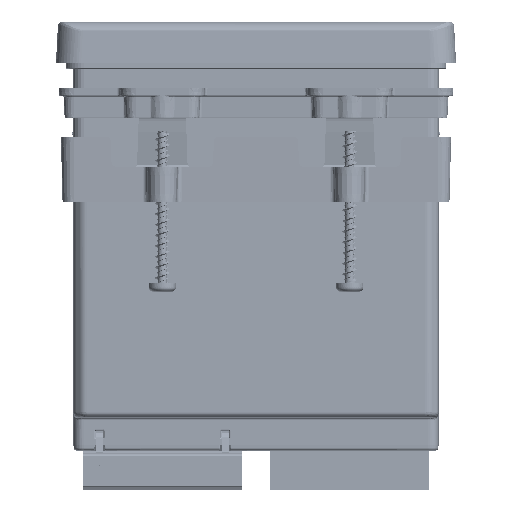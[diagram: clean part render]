
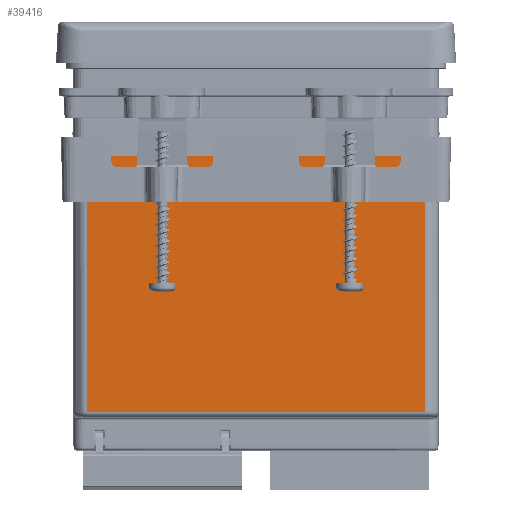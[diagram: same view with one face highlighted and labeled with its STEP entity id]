
A CAD part, left-side view. The second image highlights one B-rep face of the part: STEP entity #39416.
In plain terms, the highlighted planar face has unit normal (-1, 0, 0).
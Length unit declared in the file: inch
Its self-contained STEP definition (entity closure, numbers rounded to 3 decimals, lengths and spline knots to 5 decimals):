
#248 = ORIENTED_EDGE ( 'NONE', *, *, #274486, .T. ) ;
#2305 = CARTESIAN_POINT ( 'NONE',  ( -0.8775, -1.7725, -1.65 ) ) ;
#4042 = DIRECTION ( 'NONE',  ( 0., 0., -1. ) ) ;
#16239 = EDGE_CURVE ( 'NONE', #36215, #198346, #296698, .T. ) ;
#20024 = DIRECTION ( 'NONE',  ( -1., 0., 0. ) ) ;
#23259 = LINE ( 'NONE', #244137, #167758 ) ;
#32090 = EDGE_CURVE ( 'NONE', #174359, #161332, #23259, .T. ) ;
#36215 = VERTEX_POINT ( 'NONE', #308900 ) ;
#39313 = LINE ( 'NONE', #235952, #235662 ) ;
#39416 = ADVANCED_FACE ( 'NONE', ( #140133 ), #318583, .T. ) ;
#42512 = DIRECTION ( 'NONE',  ( 0., 0., 1. ) ) ;
#59436 = CARTESIAN_POINT ( 'NONE',  ( -0.8775, -1.67108, -3.84918 ) ) ;
#65954 = ORIENTED_EDGE ( 'NONE', *, *, #16239, .T. ) ;
#69890 = ORIENTED_EDGE ( 'NONE', *, *, #145426, .T. ) ;
#77270 = CARTESIAN_POINT ( 'NONE',  ( -0.8775, -1.67108, -1.65 ) ) ;
#80830 = EDGE_LOOP ( 'NONE', ( #248, #298455, #197598, #175356, #270189, #65954, #91725, #69890 ) ) ;
#89242 = VERTEX_POINT ( 'NONE', #203699 ) ;
#91725 = ORIENTED_EDGE ( 'NONE', *, *, #151545, .T. ) ;
#92322 = VECTOR ( 'NONE', #229100, 39.37008 ) ;
#93226 = DIRECTION ( 'NONE',  ( 0., -1., 0. ) ) ;
#124206 = CARTESIAN_POINT ( 'NONE',  ( -0.8775, 1.67108, -4.23 ) ) ;
#136323 = VERTEX_POINT ( 'NONE', #300335 ) ;
#136343 = EDGE_CURVE ( 'NONE', #161332, #136323, #251757, .T. ) ;
#137938 = VECTOR ( 'NONE', #4042, 39.37008 ) ;
#140133 = FACE_OUTER_BOUND ( 'NONE', #80830, .T. ) ;
#141252 = VECTOR ( 'NONE', #272435, 39.37008 ) ;
#145426 = EDGE_CURVE ( 'NONE', #89242, #227083, #211842, .T. ) ;
#145726 = VECTOR ( 'NONE', #93226, 39.37008 ) ;
#146580 = CARTESIAN_POINT ( 'NONE',  ( -0.8775, 1.7125, -4.23 ) ) ;
#151545 = EDGE_CURVE ( 'NONE', #198346, #89242, #250815, .T. ) ;
#157489 = CARTESIAN_POINT ( 'NONE',  ( -0.8775, -1.7725, -4.23 ) ) ;
#161332 = VERTEX_POINT ( 'NONE', #2305 ) ;
#167758 = VECTOR ( 'NONE', #266790, 39.37008 ) ;
#173402 = CARTESIAN_POINT ( 'NONE',  ( -0.8775, 1.7125, -1.65 ) ) ;
#174359 = VERTEX_POINT ( 'NONE', #77270 ) ;
#175356 = ORIENTED_EDGE ( 'NONE', *, *, #287153, .T. ) ;
#175694 = VECTOR ( 'NONE', #292287, 39.37008 ) ;
#183058 = CARTESIAN_POINT ( 'NONE',  ( -0.8775, 0., -1.325 ) ) ;
#186254 = DIRECTION ( 'NONE',  ( 0., 1., 0. ) ) ;
#187931 = AXIS2_PLACEMENT_3D ( 'NONE', #146580, #20024, #289423 ) ;
#197598 = ORIENTED_EDGE ( 'NONE', *, *, #136343, .T. ) ;
#198346 = VERTEX_POINT ( 'NONE', #228870 ) ;
#203699 = CARTESIAN_POINT ( 'NONE',  ( -0.8775, 1.67108, -3.84918 ) ) ;
#211842 = LINE ( 'NONE', #287971, #145726 ) ;
#214588 = CARTESIAN_POINT ( 'NONE',  ( -0.8775, 1.7725, -4.23 ) ) ;
#227083 = VERTEX_POINT ( 'NONE', #59436 ) ;
#228042 = CARTESIAN_POINT ( 'NONE',  ( -0.8775, 1.7725, -1.325 ) ) ;
#228870 = CARTESIAN_POINT ( 'NONE',  ( -0.8775, 1.67108, -1.65 ) ) ;
#229100 = DIRECTION ( 'NONE',  ( 0., 0., 1. ) ) ;
#235662 = VECTOR ( 'NONE', #42512, 39.37008 ) ;
#235952 = CARTESIAN_POINT ( 'NONE',  ( -0.8775, -1.67108, -4.23 ) ) ;
#241216 = EDGE_CURVE ( 'NONE', #277257, #36215, #318271, .T. ) ;
#244137 = CARTESIAN_POINT ( 'NONE',  ( -0.8775, 1.7125, -1.65 ) ) ;
#250815 = LINE ( 'NONE', #124206, #137938 ) ;
#251757 = LINE ( 'NONE', #157489, #92322 ) ;
#256152 = LINE ( 'NONE', #183058, #300729 ) ;
#266790 = DIRECTION ( 'NONE',  ( 0., -1., 0. ) ) ;
#270189 = ORIENTED_EDGE ( 'NONE', *, *, #241216, .T. ) ;
#272435 = DIRECTION ( 'NONE',  ( 0., -1., 0. ) ) ;
#274486 = EDGE_CURVE ( 'NONE', #227083, #174359, #39313, .T. ) ;
#277257 = VERTEX_POINT ( 'NONE', #228042 ) ;
#287153 = EDGE_CURVE ( 'NONE', #136323, #277257, #256152, .T. ) ;
#287971 = CARTESIAN_POINT ( 'NONE',  ( -0.8775, 1.7125, -3.84918 ) ) ;
#289423 = DIRECTION ( 'NONE',  ( 0., 0., 1. ) ) ;
#292287 = DIRECTION ( 'NONE',  ( 0., 0., -1. ) ) ;
#296698 = LINE ( 'NONE', #173402, #141252 ) ;
#298455 = ORIENTED_EDGE ( 'NONE', *, *, #32090, .T. ) ;
#300335 = CARTESIAN_POINT ( 'NONE',  ( -0.8775, -1.7725, -1.325 ) ) ;
#300729 = VECTOR ( 'NONE', #186254, 39.37008 ) ;
#308900 = CARTESIAN_POINT ( 'NONE',  ( -0.8775, 1.7725, -1.65 ) ) ;
#318271 = LINE ( 'NONE', #214588, #175694 ) ;
#318583 = PLANE ( 'NONE',  #187931 ) ;
